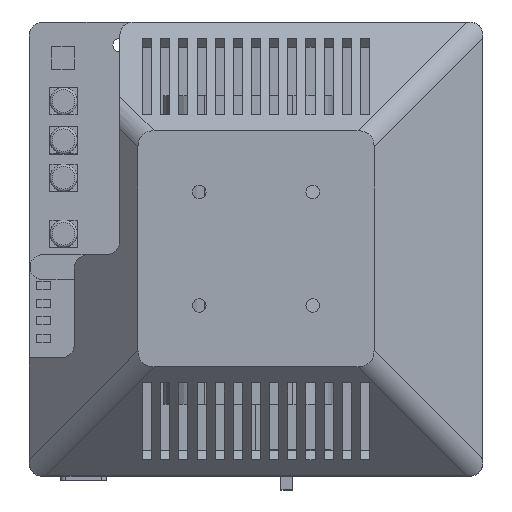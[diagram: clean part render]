
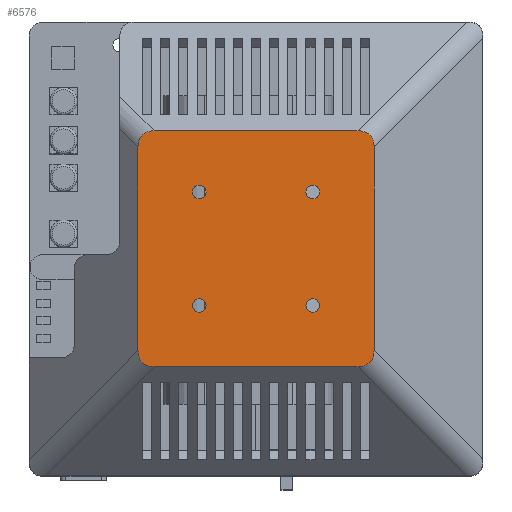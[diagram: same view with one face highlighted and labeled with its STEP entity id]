
A CAD part, top view. The second image highlights one B-rep face of the part: STEP entity #6576.
In plain terms, the highlighted planar face has unit normal (0, 0, 1).
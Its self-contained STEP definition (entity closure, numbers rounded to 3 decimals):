
#38=ELLIPSE('',#7056,8.66,5.);
#40=ELLIPSE('',#7059,8.66,5.);
#41=ELLIPSE('',#7060,8.66,5.);
#42=ELLIPSE('',#7061,8.66,5.);
#109=FACE_BOUND('',#858,.T.);
#110=FACE_BOUND('',#859,.T.);
#111=FACE_BOUND('',#860,.T.);
#112=FACE_BOUND('',#861,.T.);
#301=CIRCLE('',#7062,1.5);
#302=CIRCLE('',#7063,1.5);
#303=CIRCLE('',#7064,1.5);
#304=CIRCLE('',#7065,1.5);
#499=FACE_OUTER_BOUND('',#857,.T.);
#857=EDGE_LOOP('',(#4853,#4854,#4855,#4856,#4857,#4858,#4859,#4860));
#858=EDGE_LOOP('',(#4861));
#859=EDGE_LOOP('',(#4862));
#860=EDGE_LOOP('',(#4863));
#861=EDGE_LOOP('',(#4864));
#1359=LINE('',#9846,#2125);
#1360=LINE('',#9850,#2126);
#1361=LINE('',#9854,#2127);
#1362=LINE('',#9857,#2128);
#2125=VECTOR('',#7997,10.);
#2126=VECTOR('',#8000,10.);
#2127=VECTOR('',#8003,10.);
#2128=VECTOR('',#8006,10.);
#2863=VERTEX_POINT('',#9826);
#2864=VERTEX_POINT('',#9828);
#2867=VERTEX_POINT('',#9845);
#2868=VERTEX_POINT('',#9847);
#2869=VERTEX_POINT('',#9849);
#2870=VERTEX_POINT('',#9851);
#2871=VERTEX_POINT('',#9853);
#2872=VERTEX_POINT('',#9855);
#2873=VERTEX_POINT('',#9858);
#2874=VERTEX_POINT('',#9860);
#2875=VERTEX_POINT('',#9862);
#2876=VERTEX_POINT('',#9864);
#3603=EDGE_CURVE('',#2863,#2864,#38,.T.);
#3607=EDGE_CURVE('',#2867,#2863,#1359,.T.);
#3608=EDGE_CURVE('',#2868,#2867,#40,.T.);
#3609=EDGE_CURVE('',#2869,#2868,#1360,.T.);
#3610=EDGE_CURVE('',#2870,#2869,#41,.T.);
#3611=EDGE_CURVE('',#2871,#2870,#1361,.T.);
#3612=EDGE_CURVE('',#2872,#2871,#42,.T.);
#3613=EDGE_CURVE('',#2864,#2872,#1362,.T.);
#3614=EDGE_CURVE('',#2873,#2873,#301,.T.);
#3615=EDGE_CURVE('',#2874,#2874,#302,.T.);
#3616=EDGE_CURVE('',#2875,#2875,#303,.T.);
#3617=EDGE_CURVE('',#2876,#2876,#304,.T.);
#4853=ORIENTED_EDGE('',*,*,#3603,.F.);
#4854=ORIENTED_EDGE('',*,*,#3607,.F.);
#4855=ORIENTED_EDGE('',*,*,#3608,.F.);
#4856=ORIENTED_EDGE('',*,*,#3609,.F.);
#4857=ORIENTED_EDGE('',*,*,#3610,.F.);
#4858=ORIENTED_EDGE('',*,*,#3611,.F.);
#4859=ORIENTED_EDGE('',*,*,#3612,.F.);
#4860=ORIENTED_EDGE('',*,*,#3613,.F.);
#4861=ORIENTED_EDGE('',*,*,#3614,.T.);
#4862=ORIENTED_EDGE('',*,*,#3615,.T.);
#4863=ORIENTED_EDGE('',*,*,#3616,.T.);
#4864=ORIENTED_EDGE('',*,*,#3617,.T.);
#6291=PLANE('',#7058);
#6576=ADVANCED_FACE('',(#499,#109,#110,#111,#112),#6291,.T.);
#7056=AXIS2_PLACEMENT_3D('',#9829,#7990,#7991);
#7058=AXIS2_PLACEMENT_3D('',#9844,#7995,#7996);
#7059=AXIS2_PLACEMENT_3D('',#9848,#7998,#7999);
#7060=AXIS2_PLACEMENT_3D('',#9852,#8001,#8002);
#7061=AXIS2_PLACEMENT_3D('',#9856,#8004,#8005);
#7062=AXIS2_PLACEMENT_3D('',#9859,#8007,#8008);
#7063=AXIS2_PLACEMENT_3D('',#9861,#8009,#8010);
#7064=AXIS2_PLACEMENT_3D('',#9863,#8011,#8012);
#7065=AXIS2_PLACEMENT_3D('',#9865,#8013,#8014);
#7990=DIRECTION('center_axis',(0.,0.,-1.));
#7991=DIRECTION('ref_axis',(0.707,-0.707,0.));
#7995=DIRECTION('center_axis',(0.,0.,1.));
#7996=DIRECTION('ref_axis',(1.,0.,0.));
#7997=DIRECTION('',(0.,-1.,0.));
#7998=DIRECTION('center_axis',(0.,0.,-1.));
#7999=DIRECTION('ref_axis',(0.707,0.707,0.));
#8000=DIRECTION('',(1.,0.,0.));
#8001=DIRECTION('center_axis',(0.,0.,-1.));
#8002=DIRECTION('ref_axis',(-0.707,0.707,0.));
#8003=DIRECTION('',(0.,1.,0.));
#8004=DIRECTION('center_axis',(0.,0.,-1.));
#8005=DIRECTION('ref_axis',(-0.707,-0.707,0.));
#8006=DIRECTION('',(-1.,0.,0.));
#8007=DIRECTION('center_axis',(0.,0.,-1.));
#8008=DIRECTION('ref_axis',(-1.,0.,0.));
#8009=DIRECTION('center_axis',(0.,0.,-1.));
#8010=DIRECTION('ref_axis',(-1.,0.,0.));
#8011=DIRECTION('center_axis',(0.,0.,-1.));
#8012=DIRECTION('ref_axis',(-1.,0.,0.));
#8013=DIRECTION('center_axis',(0.,0.,-1.));
#8014=DIRECTION('ref_axis',(-1.,0.,0.));
#9826=CARTESIAN_POINT('',(26.,-22.464,37.));
#9828=CARTESIAN_POINT('',(22.464,-26.,37.));
#9829=CARTESIAN_POINT('Origin',(18.929,-18.929,37.));
#9844=CARTESIAN_POINT('Origin',(0.,0.,37.));
#9845=CARTESIAN_POINT('',(26.,22.464,37.));
#9846=CARTESIAN_POINT('',(26.,-1.,37.));
#9847=CARTESIAN_POINT('',(22.464,26.,37.));
#9848=CARTESIAN_POINT('Origin',(18.929,18.929,37.));
#9849=CARTESIAN_POINT('',(-22.464,26.,37.));
#9850=CARTESIAN_POINT('',(-12.5,26.,37.));
#9851=CARTESIAN_POINT('',(-26.,22.464,37.));
#9852=CARTESIAN_POINT('Origin',(-18.929,18.929,37.));
#9853=CARTESIAN_POINT('',(-26.,-22.464,37.));
#9854=CARTESIAN_POINT('',(-26.,-12.,37.));
#9855=CARTESIAN_POINT('',(-22.464,-26.,37.));
#9856=CARTESIAN_POINT('Origin',(-18.929,-18.929,37.));
#9857=CARTESIAN_POINT('',(-25.,-26.,37.));
#9858=CARTESIAN_POINT('',(-11.,-12.5,37.));
#9859=CARTESIAN_POINT('Origin',(-12.5,-12.5,37.));
#9860=CARTESIAN_POINT('',(14.,12.5,37.));
#9861=CARTESIAN_POINT('Origin',(12.5,12.5,37.));
#9862=CARTESIAN_POINT('',(-11.,12.5,37.));
#9863=CARTESIAN_POINT('Origin',(-12.5,12.5,37.));
#9864=CARTESIAN_POINT('',(14.,-12.5,37.));
#9865=CARTESIAN_POINT('Origin',(12.5,-12.5,37.));
